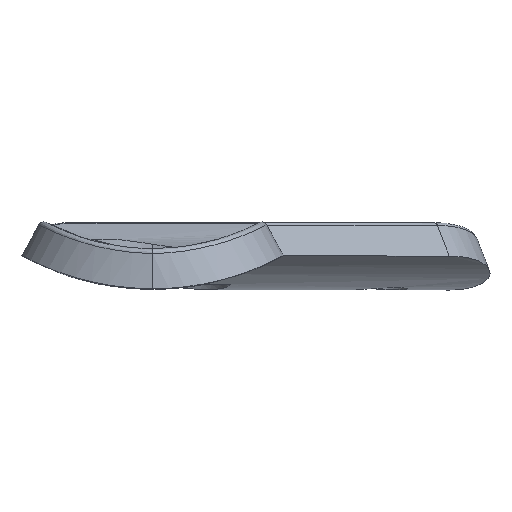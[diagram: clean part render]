
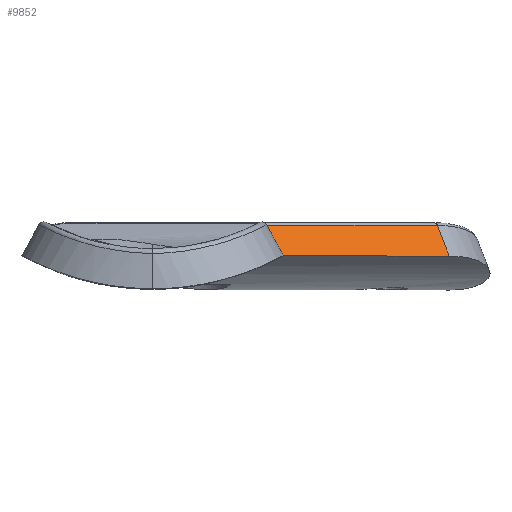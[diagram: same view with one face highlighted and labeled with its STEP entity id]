
A CAD part, top view. The second image highlights one B-rep face of the part: STEP entity #9852.
In plain terms, the highlighted planar face has unit normal (0.62, 0.482, 0.62).
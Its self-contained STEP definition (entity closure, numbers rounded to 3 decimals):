
#1049 = EDGE_CURVE ( 'NONE', #4375, #8860, #12458, .T. ) ;
#1248 = VECTOR ( 'NONE', #10950, 1000. ) ;
#1390 = LINE ( 'NONE', #9297, #5138 ) ;
#1418 = ORIENTED_EDGE ( 'NONE', *, *, #1572, .F. ) ;
#1572 = EDGE_CURVE ( 'NONE', #11750, #8860, #4843, .T. ) ;
#1692 = ORIENTED_EDGE ( 'NONE', *, *, #1049, .T. ) ;
#2137 = DIRECTION ( 'NONE',  ( -0.341, 0.876, -0.341 ) ) ;
#3202 = AXIS2_PLACEMENT_3D ( 'NONE', #8544, #6749, #9521 ) ;
#3867 = FACE_OUTER_BOUND ( 'NONE', #9627, .T. ) ;
#4217 = EDGE_CURVE ( 'NONE', #12154, #4375, #6702, .T. ) ;
#4375 = VERTEX_POINT ( 'NONE', #6066 ) ;
#4843 = LINE ( 'NONE', #4976, #1248 ) ;
#4976 = CARTESIAN_POINT ( 'NONE',  ( 7.529, 11.211, 3.119 ) ) ;
#5138 = VECTOR ( 'NONE', #7749, 1000. ) ;
#5238 = CARTESIAN_POINT ( 'NONE',  ( 12., 3.082, 4.971 ) ) ;
#6066 = CARTESIAN_POINT ( 'NONE',  ( 26.131, 5.891, -11.345 ) ) ;
#6702 = LINE ( 'NONE', #8261, #9493 ) ;
#6749 = DIRECTION ( 'NONE',  ( -0.62, -0.482, -0.62 ) ) ;
#7390 = CARTESIAN_POINT ( 'NONE',  ( 9.598, 5.891, 5.188 ) ) ;
#7392 = CARTESIAN_POINT ( 'NONE',  ( 27.224, 3.082, -10.253 ) ) ;
#7749 = DIRECTION ( 'NONE',  ( 0.707, 0., -0.707 ) ) ;
#8261 = CARTESIAN_POINT ( 'NONE',  ( 25.963, 6.324, -11.514 ) ) ;
#8439 = DIRECTION ( 'NONE',  ( -0.707, 0., 0.707 ) ) ;
#8544 = CARTESIAN_POINT ( 'NONE',  ( 7.529, 11.211, 3.119 ) ) ;
#8621 = VECTOR ( 'NONE', #8439, 1000. ) ;
#8860 = VERTEX_POINT ( 'NONE', #10031 ) ;
#8996 = EDGE_CURVE ( 'NONE', #11750, #12154, #1390, .T. ) ;
#9297 = CARTESIAN_POINT ( 'NONE',  ( 12., 3.082, 4.971 ) ) ;
#9493 = VECTOR ( 'NONE', #2137, 1000. ) ;
#9521 = DIRECTION ( 'NONE',  ( -0.707, 0., 0.707 ) ) ;
#9627 = EDGE_LOOP ( 'NONE', ( #11295, #1692, #1418, #12676 ) ) ;
#9852 = ADVANCED_FACE ( 'NONE', ( #3867 ), #11500, .F. ) ;
#10031 = CARTESIAN_POINT ( 'NONE',  ( 10.455, 5.891, 4.331 ) ) ;
#10950 = DIRECTION ( 'NONE',  ( -0.473, 0.859, -0.196 ) ) ;
#11295 = ORIENTED_EDGE ( 'NONE', *, *, #4217, .T. ) ;
#11500 = PLANE ( 'NONE',  #3202 ) ;
#11750 = VERTEX_POINT ( 'NONE', #5238 ) ;
#12154 = VERTEX_POINT ( 'NONE', #7392 ) ;
#12458 = LINE ( 'NONE', #7390, #8621 ) ;
#12676 = ORIENTED_EDGE ( 'NONE', *, *, #8996, .T. ) ;
